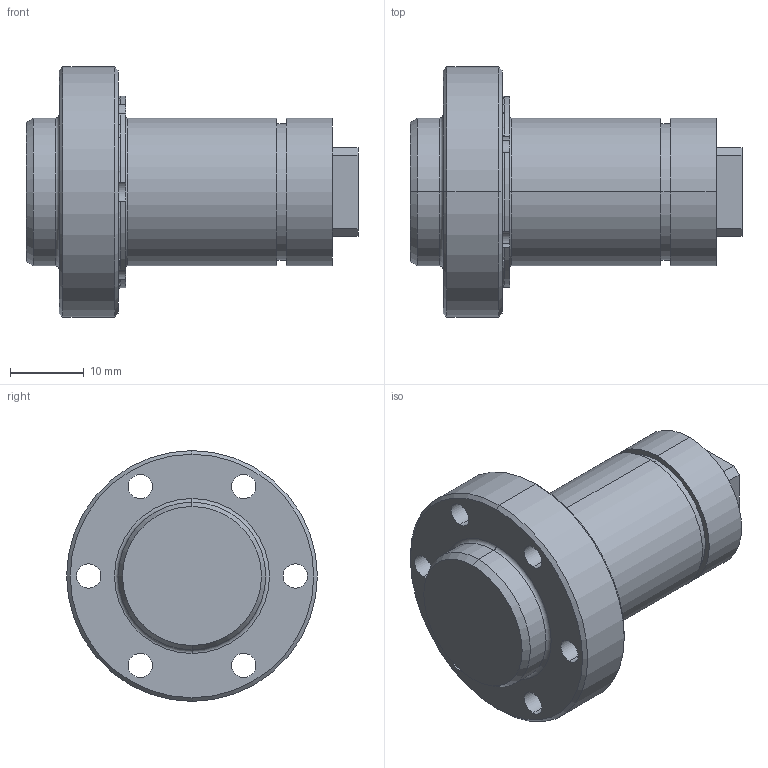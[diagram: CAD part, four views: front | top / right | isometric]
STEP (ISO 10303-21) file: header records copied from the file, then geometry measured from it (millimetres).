
FILE_DESCRIPTION (( 'STEP AP214' ), '1' );
FILE_NAME ('Axe spirale.STEP', '2020-02-29T00:49:35', ( '' ), ( '' ), 'SwSTEP 2.0', 'SolidWorks 2019', '' );
FILE_SCHEMA (( 'AUTOMOTIVE_DESIGN' ));
Length unit declared in the file: millimetre
Products named in the file (1): Axe spirale
Bounding box: 45 x 34 x 34 mm (x, y, z)
Volume: 17681.7 mm3; surface area: 5556.6 mm2
Topology: 1 solids, 1 shells, 66 faces, 179 edges, 114 vertices
Faces by surface type: cylinder 31, plane 16, torus 11, cone 8
Entity records: 2349 total; most frequent: CARTESIAN_POINT 418, DIRECTION 395, ORIENTED_EDGE 354, EDGE_CURVE 177, AXIS2_PLACEMENT_3D 163, VERTEX_POINT 114, CIRCLE 96, EDGE_LOOP 79
